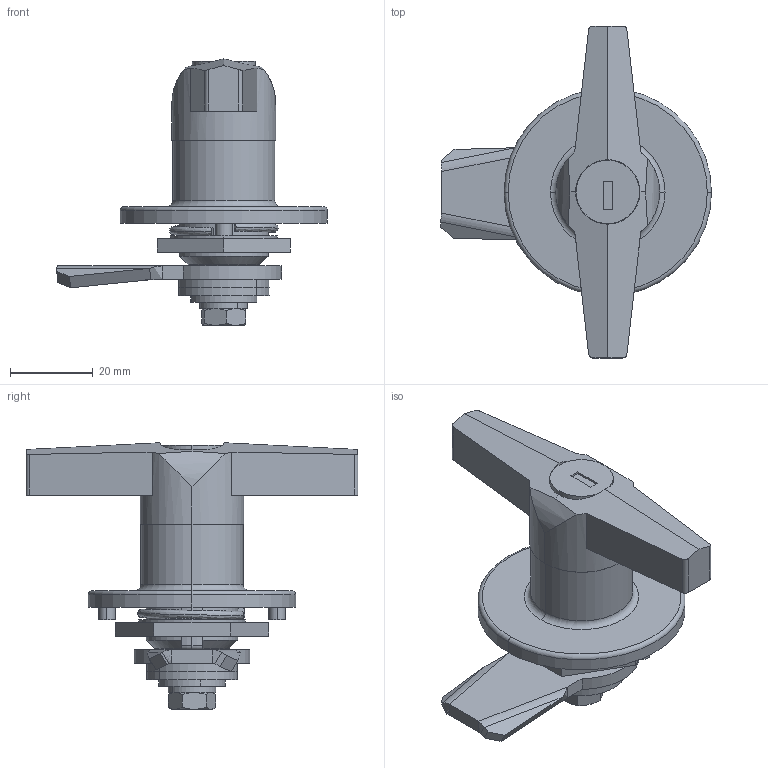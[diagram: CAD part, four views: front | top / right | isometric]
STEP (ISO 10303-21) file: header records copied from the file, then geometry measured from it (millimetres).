
FILE_DESCRIPTION (( 'STEP AP203' ), '1' );
FILE_NAME ('A-139-1.STEP', '2022-03-02T05:35:05', ( '' ), ( '' ), 'SwSTEP 2.0', 'SolidWorks 2021', '' );
FILE_SCHEMA (( 'CONFIG_CONTROL_DESIGN' ));
Length unit declared in the file: millimetre
Products named in the file (10): A-139-1; A-139-1_base_; A-139-1_stopper_; A-139-1_dammyrotor__#200-4-0; A-139-1_copy_hex head bolt_ver1.06__M6x14十字穴付六角ボルト(SUS)SWシングルセムス(P2); A-139-1_M22 hexnut_; A-139-1_washer_; A-139-1_ringwasher__assy; A-139-1_body_; A-139-1_spacer_
Assembly tree (10 placements, depth 2):
  A-139-1
    A-139-1_base_
    A-139-1_body_
    A-139-1_ringwasher__assy
    A-139-1_M22 hexnut_
    A-139-1_spacer_  x2
    A-139-1_stopper_
    A-139-1_washer_
    A-139-1_copy_hex head bolt_ver1.06__M6x14十字穴付六角ボルト(SUS)SWシングルセムス(P2)
    A-139-1_dammyrotor__#200-4-0
Bounding box: 65.32 x 80 x 64.21 mm (x, y, z)
Volume: 34835.3 mm3; surface area: 26846.7 mm2
Topology: 10 solids, 10 shells, 288 faces, 693 edges, 448 vertices
Faces by surface type: plane 144, cylinder 90, bspline 32, cone 16, torus 6
Entity records: 10593 total; most frequent: CARTESIAN_POINT 3140, ORIENTED_EDGE 1350, DIRECTION 1267, EDGE_CURVE 675, AXIS2_PLACEMENT_3D 459, VERTEX_POINT 436, VECTOR 349, LINE 349
